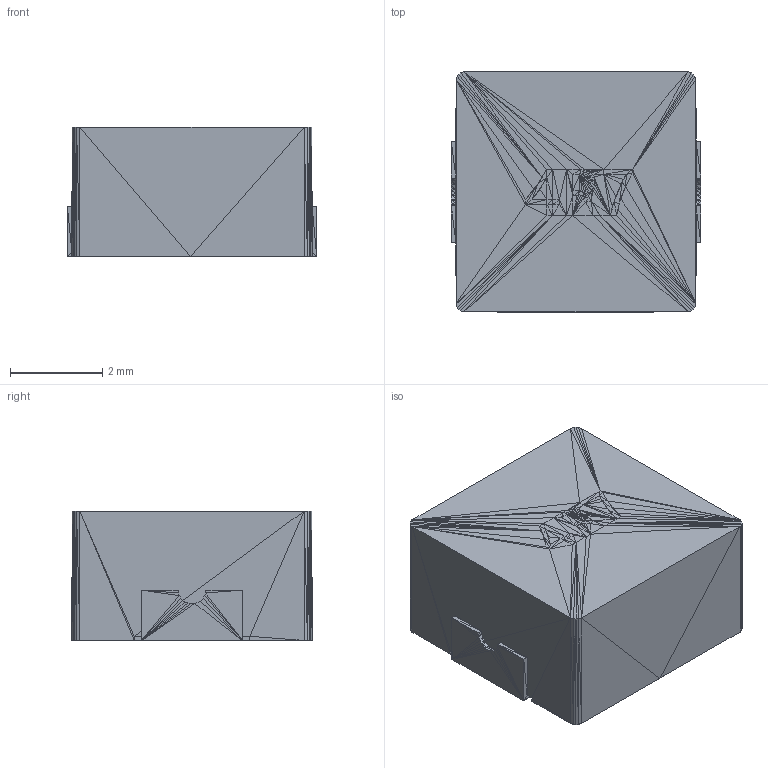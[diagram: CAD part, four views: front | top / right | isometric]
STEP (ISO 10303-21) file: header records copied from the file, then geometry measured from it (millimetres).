
FILE_DESCRIPTION(/* description */ (''),/* implementation_level */ '2;1');
FILE_NAME(/* name */ 'IND-SMD_L5.4-W5.2_FXL0530.step',/* time_stamp */ '2022-09-08T16:30:07-07:00',/* author */ (''),/* organization */ (''),/* preprocessor_version */ 'ST-DEVELOPER v19',/* originating_system */ 'Autodesk Translation Framework v11.7.0.108',/* authorisation */ '');
FILE_SCHEMA (('AUTOMOTIVE_DESIGN { 1 0 10303 214 3 1 1 }'));
Length unit declared in the file: millimetre
Products named in the file (2): IND-SMD_L5.4-W5.2_FXL0530; IND-SMD_L5.4-W5.2_FXL0530_1
Assembly tree (1 placements, depth 2):
  IND-SMD_L5.4-W5.2_FXL0530
    IND-SMD_L5.4-W5.2_FXL0530_1
Bounding box: 5.4 x 5.2 x 2.81 mm (x, y, z)
Volume: 75.9 mm3; surface area: 132.4 mm2
Topology: 3 solids, 3 shells, 970 faces, 1459 edges, 495 vertices
Faces by surface type: plane 970
Entity records: 19037 total; most frequent: DIRECTION 3405, CARTESIAN_POINT 2927, ORIENTED_EDGE 2918, LINE 1459, VECTOR 1459, EDGE_CURVE 1459, AXIS2_PLACEMENT_3D 973, FACE_OUTER_BOUND 970
